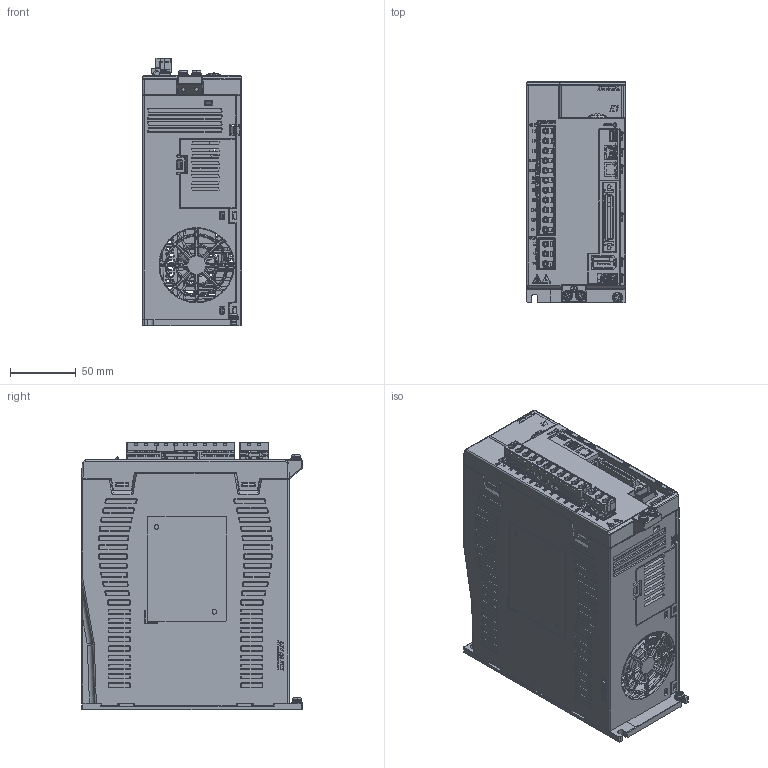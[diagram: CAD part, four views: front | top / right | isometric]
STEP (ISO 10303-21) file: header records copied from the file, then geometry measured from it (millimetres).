
FILE_DESCRIPTION (( 'STEP AP203' ), '1' );
FILE_NAME ('ED1S-xx-20xx-xx_20190703.STEP', '2019-07-03T05:04:03', ( 'user' ), ( 'Hewlett-Packard Company' ), 'SwSTEP 2.0', 'SolidWorks 2015', '' );
FILE_SCHEMA (( 'CONFIG_CONTROL_DESIGN' ));
Products named in the file (1): ED1S-xx-20xx-xx_20190703
Bounding box: 75.1 x 168 x 203.4 mm (x, y, z)
Surface area: 312075.2 mm2 (no closed solid volume)
Topology: 0 solids, 136 shells, 4738 faces, 21066 edges, 16199 vertices
Faces by surface type: plane 2759, cone 1097, cylinder 501, bspline 328, torus 33, sphere 20
Entity records: 232380 total; most frequent: CARTESIAN_POINT 72812, ORIENTED_EDGE 31098, DIRECTION 29013, EDGE_CURVE 21063, VERTEX_POINT 16199, LINE 14513, VECTOR 14513, AXIS2_PLACEMENT_3D 7250
